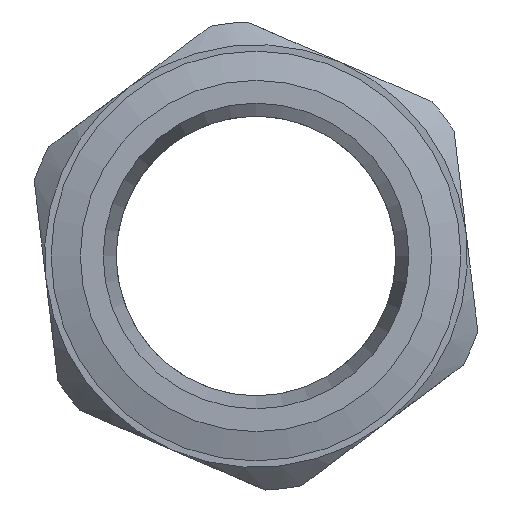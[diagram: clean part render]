
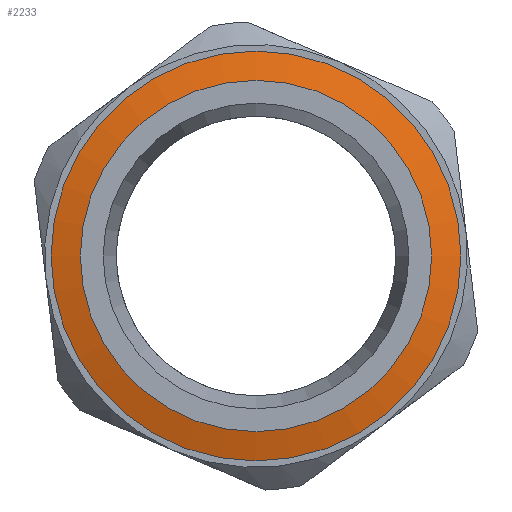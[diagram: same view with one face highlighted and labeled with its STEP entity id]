
A CAD part, left-side view. The second image highlights one B-rep face of the part: STEP entity #2233.
In plain terms, the highlighted conical face has half-angle 75 degrees and reference radius 29.25 mm.
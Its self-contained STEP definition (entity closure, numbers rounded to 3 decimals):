
#220=FACE_OUTER_BOUND('',#364,.T.);
#364=EDGE_LOOP('',(#1713,#1714,#1715,#1716,#1717,#1718));
#473=LINE('',#3828,#548);
#548=VECTOR('',#3128,29.25);
#724=CIRCLE('',#2518,31.5);
#725=CIRCLE('',#2519,31.5);
#726=CIRCLE('',#2521,27.);
#727=CIRCLE('',#2522,27.);
#943=VERTEX_POINT('',#3817);
#944=VERTEX_POINT('',#3819);
#945=VERTEX_POINT('',#3823);
#946=VERTEX_POINT('',#3824);
#1218=EDGE_CURVE('',#943,#944,#724,.T.);
#1219=EDGE_CURVE('',#944,#943,#725,.T.);
#1220=EDGE_CURVE('',#945,#946,#726,.T.);
#1221=EDGE_CURVE('',#946,#945,#727,.T.);
#1222=EDGE_CURVE('',#943,#946,#473,.T.);
#1713=ORIENTED_EDGE('',*,*,#1219,.F.);
#1714=ORIENTED_EDGE('',*,*,#1218,.F.);
#1715=ORIENTED_EDGE('',*,*,#1222,.T.);
#1716=ORIENTED_EDGE('',*,*,#1221,.T.);
#1717=ORIENTED_EDGE('',*,*,#1220,.T.);
#1718=ORIENTED_EDGE('',*,*,#1222,.F.);
#2023=CONICAL_SURFACE('',#2523,29.25,1.309);
#2233=ADVANCED_FACE('',(#220),#2023,.T.);
#2518=AXIS2_PLACEMENT_3D('',#3820,#3116,#3117);
#2519=AXIS2_PLACEMENT_3D('',#3821,#3118,#3119);
#2521=AXIS2_PLACEMENT_3D('',#3825,#3122,#3123);
#2522=AXIS2_PLACEMENT_3D('',#3826,#3124,#3125);
#2523=AXIS2_PLACEMENT_3D('',#3827,#3126,#3127);
#3116=DIRECTION('center_axis',(1.,0.,0.));
#3117=DIRECTION('ref_axis',(0.,1.,0.));
#3118=DIRECTION('center_axis',(1.,0.,0.));
#3119=DIRECTION('ref_axis',(0.,1.,0.));
#3122=DIRECTION('center_axis',(1.,0.,0.));
#3123=DIRECTION('ref_axis',(0.,1.,0.));
#3124=DIRECTION('center_axis',(1.,0.,0.));
#3125=DIRECTION('ref_axis',(0.,1.,0.));
#3126=DIRECTION('center_axis',(1.,0.,0.));
#3127=DIRECTION('ref_axis',(0.,1.,0.));
#3128=DIRECTION('',(-0.259,0.966,0.));
#3817=CARTESIAN_POINT('',(1.206,-31.5,0.));
#3819=CARTESIAN_POINT('',(1.206,31.5,0.));
#3820=CARTESIAN_POINT('Origin',(1.206,0.,0.));
#3821=CARTESIAN_POINT('Origin',(1.206,0.,0.));
#3823=CARTESIAN_POINT('',(0.,27.,0.));
#3824=CARTESIAN_POINT('',(0.,-27.,0.));
#3825=CARTESIAN_POINT('Origin',(0.,0.,0.));
#3826=CARTESIAN_POINT('Origin',(0.,0.,0.));
#3827=CARTESIAN_POINT('Origin',(0.603,0.,0.));
#3828=CARTESIAN_POINT('',(0.603,-29.25,0.));
